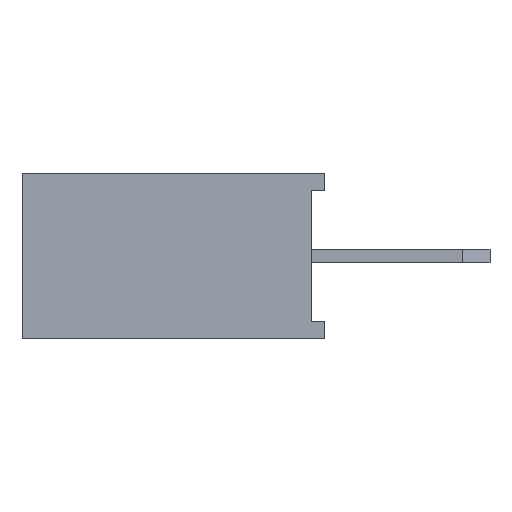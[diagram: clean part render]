
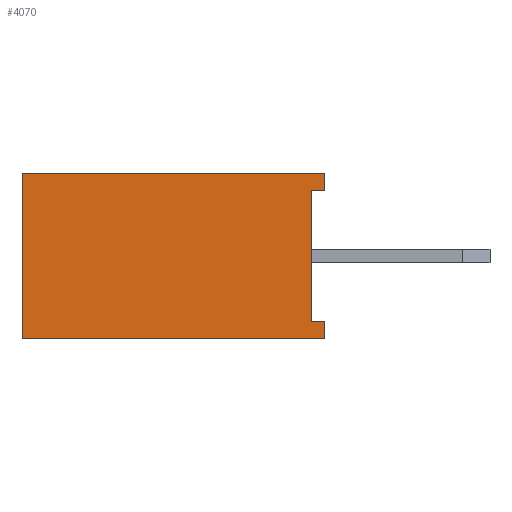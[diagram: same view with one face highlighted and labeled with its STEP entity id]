
A CAD part, left-side view. The second image highlights one B-rep face of the part: STEP entity #4070.
In plain terms, the highlighted planar face has unit normal (-1, 0, 0).
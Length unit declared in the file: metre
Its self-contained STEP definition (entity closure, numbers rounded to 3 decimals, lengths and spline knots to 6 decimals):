
#629=ORIENTED_EDGE('',*,*,#1656,.T.);
#630=ORIENTED_EDGE('',*,*,#1657,.T.);
#631=ORIENTED_EDGE('',*,*,#1658,.T.);
#632=ORIENTED_EDGE('',*,*,#1659,.T.);
#633=ORIENTED_EDGE('',*,*,#1660,.T.);
#634=ORIENTED_EDGE('',*,*,#1661,.T.);
#635=ORIENTED_EDGE('',*,*,#1662,.T.);
#636=ORIENTED_EDGE('',*,*,#1663,.T.);
#1656=EDGE_CURVE('',#2186,#2187,#2575,.T.);
#1657=EDGE_CURVE('',#2187,#2188,#2576,.T.);
#1658=EDGE_CURVE('',#2188,#2189,#2577,.T.);
#1659=EDGE_CURVE('',#2189,#2190,#2578,.T.);
#1660=EDGE_CURVE('',#2190,#2191,#2579,.T.);
#1661=EDGE_CURVE('',#2191,#2192,#2580,.T.);
#1662=EDGE_CURVE('',#2192,#2193,#2581,.T.);
#1663=EDGE_CURVE('',#2193,#2186,#2582,.T.);
#2186=VERTEX_POINT('',#6304);
#2187=VERTEX_POINT('',#6305);
#2188=VERTEX_POINT('',#6307);
#2189=VERTEX_POINT('',#6309);
#2190=VERTEX_POINT('',#6311);
#2191=VERTEX_POINT('',#6313);
#2192=VERTEX_POINT('',#6315);
#2193=VERTEX_POINT('',#6317);
#2575=LINE('',#6303,#3040);
#2576=LINE('',#6306,#3041);
#2577=LINE('',#6308,#3042);
#2578=LINE('',#6310,#3043);
#2579=LINE('',#6312,#3044);
#2580=LINE('',#6314,#3045);
#2581=LINE('',#6316,#3046);
#2582=LINE('',#6318,#3047);
#3040=VECTOR('',#5058,1.);
#3041=VECTOR('',#5059,1.);
#3042=VECTOR('',#5060,1.);
#3043=VECTOR('',#5061,1.);
#3044=VECTOR('',#5062,1.);
#3045=VECTOR('',#5063,1.);
#3046=VECTOR('',#5064,1.);
#3047=VECTOR('',#5065,1.);
#3447=EDGE_LOOP('',(#629,#630,#631,#632,#633,#634,#635,#636));
#3682=FACE_BOUND('',#3447,.T.);
#3882=PLANE('',#4421);
#4070=ADVANCED_FACE('',(#3682),#3882,.T.);
#4421=AXIS2_PLACEMENT_3D('',#6302,#5056,#5057);
#5056=DIRECTION('',(-1.,0.,0.));
#5057=DIRECTION('',(0.,0.,1.));
#5058=DIRECTION('',(0.,-1.,0.));
#5059=DIRECTION('',(0.,0.,1.));
#5060=DIRECTION('',(0.,1.,0.));
#5061=DIRECTION('',(0.,0.,1.));
#5062=DIRECTION('',(0.,-1.,0.));
#5063=DIRECTION('',(0.,0.,1.));
#5064=DIRECTION('',(0.,1.,0.));
#5065=DIRECTION('',(0.,0.,-1.));
#6302=CARTESIAN_POINT('',(-0.00125,0.,0.));
#6303=CARTESIAN_POINT('',(-0.00125,0.,-0.0012));
#6304=CARTESIAN_POINT('',(-0.00125,0.,-0.0012));
#6305=CARTESIAN_POINT('',(-0.00125,-0.0044,-0.0012));
#6306=CARTESIAN_POINT('',(-0.00125,-0.0044,-0.0012));
#6307=CARTESIAN_POINT('',(-0.00125,-0.0044,-0.00095));
#6308=CARTESIAN_POINT('',(-0.00125,-0.0044,-0.00095));
#6309=CARTESIAN_POINT('',(-0.00125,-0.0042,-0.00095));
#6310=CARTESIAN_POINT('',(-0.00125,-0.0042,-0.00095));
#6311=CARTESIAN_POINT('',(-0.00125,-0.0042,0.00095));
#6312=CARTESIAN_POINT('',(-0.00125,-0.0042,0.00095));
#6313=CARTESIAN_POINT('',(-0.00125,-0.0044,0.00095));
#6314=CARTESIAN_POINT('',(-0.00125,-0.0044,0.00095));
#6315=CARTESIAN_POINT('',(-0.00125,-0.0044,0.0012));
#6316=CARTESIAN_POINT('',(-0.00125,-0.0044,0.0012));
#6317=CARTESIAN_POINT('',(-0.00125,0.,0.0012));
#6318=CARTESIAN_POINT('',(-0.00125,0.,0.0012));
